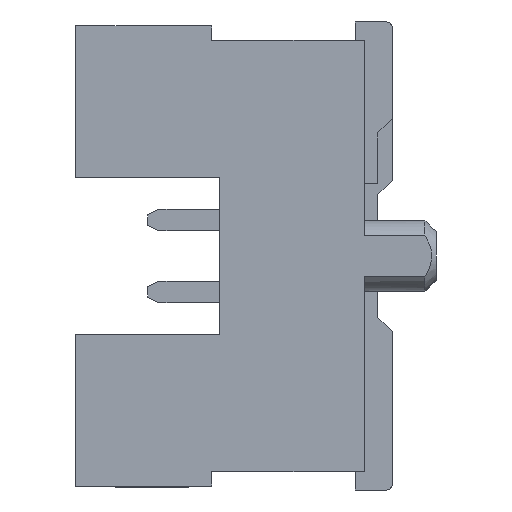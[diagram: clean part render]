
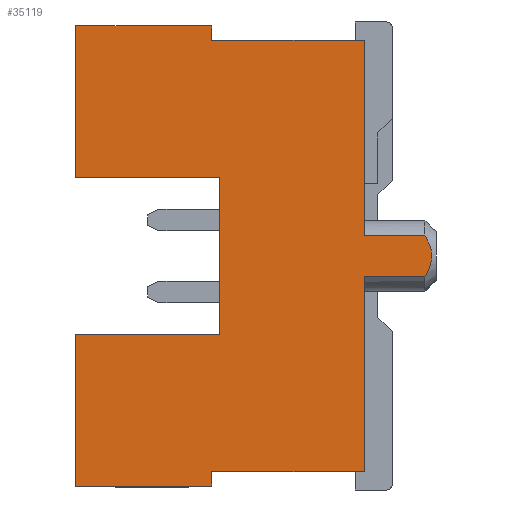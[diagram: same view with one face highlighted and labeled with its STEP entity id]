
A CAD part, left-side view. The second image highlights one B-rep face of the part: STEP entity #35119.
In plain terms, the highlighted planar face has unit normal (-1, 0, 0).
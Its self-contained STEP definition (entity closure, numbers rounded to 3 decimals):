
#2267=DIRECTION('',(0.,1.,0.));
#2268=VECTOR('',#2267,2.54);
#2269=CARTESIAN_POINT('',(-13.97,2.56,-1.395));
#2270=LINE('',#2269,#2268);
#2488=DIRECTION('',(0.,1.,0.));
#2489=VECTOR('',#2488,2.7);
#2490=CARTESIAN_POINT('',(-13.97,0.,3.81));
#2491=LINE('',#2490,#2489);
#2500=DIRECTION('',(0.,0.,1.));
#2501=VECTOR('',#2500,0.255);
#2502=CARTESIAN_POINT('',(-13.97,2.7,3.81));
#2503=LINE('',#2502,#2501);
#2516=DIRECTION('',(0.,-1.,0.));
#2517=VECTOR('',#2516,2.4);
#2518=CARTESIAN_POINT('',(-13.97,5.1,4.065));
#2519=LINE('',#2518,#2517);
#2520=DIRECTION('',(0.,0.,1.));
#2521=VECTOR('',#2520,3.44);
#2522=CARTESIAN_POINT('',(-13.97,0.,-3.81));
#2523=LINE('',#2522,#2521);
#2524=DIRECTION('',(0.,0.,-1.));
#2525=VECTOR('',#2524,2.67);
#2526=CARTESIAN_POINT('',(-13.97,5.1,-1.395));
#2527=LINE('',#2526,#2525);
#2528=DIRECTION('',(0.,-1.,0.));
#2529=VECTOR('',#2528,2.54);
#2530=CARTESIAN_POINT('',(-13.97,5.1,1.395));
#2531=LINE('',#2530,#2529);
#2532=DIRECTION('',(0.,0.,-1.));
#2533=VECTOR('',#2532,2.67);
#2534=CARTESIAN_POINT('',(-13.97,5.1,4.065));
#2535=LINE('',#2534,#2533);
#2536=DIRECTION('',(0.,0.,1.));
#2537=VECTOR('',#2536,3.44);
#2538=CARTESIAN_POINT('',(-13.97,0.,0.37));
#2539=LINE('',#2538,#2537);
#2558=DIRECTION('',(0.,1.,0.));
#2559=VECTOR('',#2558,1.07);
#2560=CARTESIAN_POINT('',(-13.97,-1.07,
0.37));
#2561=LINE('',#2560,#2559);
#2562=DIRECTION('',(0.,-1.,0.));
#2563=VECTOR('',#2562,1.07);
#2564=CARTESIAN_POINT('',(-13.97,0.,-0.37));
#2565=LINE('',#2564,#2563);
#2578=CARTESIAN_POINT('',(-13.97,-1.07,
-0.37));
#2579=CARTESIAN_POINT('',(-13.97,-1.097,
-0.324));
#2580=CARTESIAN_POINT('',(-13.97,-1.142,
-0.236));
#2581=CARTESIAN_POINT('',(-13.97,-1.182,
-0.114));
#2582=CARTESIAN_POINT('',(-13.97,-1.194,
0.));
#2583=CARTESIAN_POINT('',(-13.97,-1.182,
0.114));
#2584=CARTESIAN_POINT('',(-13.97,-1.142,
0.236));
#2585=CARTESIAN_POINT('',(-13.97,-1.097,
0.324));
#2586=CARTESIAN_POINT('',(-13.97,-1.07,
0.37));
#2621=DIRECTION('',(0.,-1.,0.));
#2622=VECTOR('',#2621,2.7);
#2623=CARTESIAN_POINT('',(-13.97,2.7,-3.81));
#2624=LINE('',#2623,#2622);
#2649=DIRECTION('',(0.,0.,1.));
#2650=VECTOR('',#2649,0.255);
#2651=CARTESIAN_POINT('',(-13.97,2.7,-4.065));
#2652=LINE('',#2651,#2650);
#2661=DIRECTION('',(0.,1.,0.));
#2662=VECTOR('',#2661,2.4);
#2663=CARTESIAN_POINT('',(-13.97,2.7,-4.065));
#2664=LINE('',#2663,#2662);
#4105=DIRECTION('',(0.,0.,-1.));
#4106=VECTOR('',#4105,2.79);
#4107=CARTESIAN_POINT('',(-13.97,2.56,1.395));
#4108=LINE('',#4107,#4106);
#29019=CARTESIAN_POINT('',(-13.97,0.,3.81));
#29020=VERTEX_POINT('',#29019);
#29021=CARTESIAN_POINT('',(-13.97,0.,0.37));
#29022=VERTEX_POINT('',#29021);
#29023=CARTESIAN_POINT('',(-13.97,0.,-0.37));
#29024=VERTEX_POINT('',#29023);
#29025=CARTESIAN_POINT('',(-13.97,0.,-3.81));
#29026=VERTEX_POINT('',#29025);
#29709=CARTESIAN_POINT('',(-13.97,5.1,4.065));
#29710=VERTEX_POINT('',#29709);
#29711=CARTESIAN_POINT('',(-13.97,5.1,1.395));
#29712=VERTEX_POINT('',#29711);
#29715=CARTESIAN_POINT('',(-13.97,5.1,-1.395));
#29716=VERTEX_POINT('',#29715);
#29717=CARTESIAN_POINT('',(-13.97,5.1,-4.065));
#29718=VERTEX_POINT('',#29717);
#29731=CARTESIAN_POINT('',(-13.97,2.56,1.395));
#29732=VERTEX_POINT('',#29731);
#29733=CARTESIAN_POINT('',(-13.97,-1.07,
0.37));
#29734=VERTEX_POINT('',#29733);
#29735=VERTEX_POINT('',#2578);
#29736=CARTESIAN_POINT('',(-13.97,2.7,-3.81));
#29737=VERTEX_POINT('',#29736);
#29738=CARTESIAN_POINT('',(-13.97,2.7,-4.065));
#29739=VERTEX_POINT('',#29738);
#29740=CARTESIAN_POINT('',(-13.97,2.56,-1.395));
#29741=VERTEX_POINT('',#29740);
#29742=CARTESIAN_POINT('',(-13.97,2.7,4.065));
#29743=VERTEX_POINT('',#29742);
#29744=CARTESIAN_POINT('',(-13.97,2.7,3.81));
#29745=VERTEX_POINT('',#29744);
#35089=CARTESIAN_POINT('',(-13.97,1.954,0.));
#35090=DIRECTION('',(1.,0.,0.));
#35091=DIRECTION('',(0.,0.,1.));
#35092=AXIS2_PLACEMENT_3D('',#35089,#35090,#35091);
#35093=PLANE('',#35092);
#35095=ORIENTED_EDGE('',*,*,#35094,.F.);
#35097=ORIENTED_EDGE('',*,*,#35096,.F.);
#35099=ORIENTED_EDGE('',*,*,#35098,.F.);
#35100=ORIENTED_EDGE('',*,*,#32505,.F.);
#35102=ORIENTED_EDGE('',*,*,#35101,.F.);
#35104=ORIENTED_EDGE('',*,*,#35103,.F.);
#35106=ORIENTED_EDGE('',*,*,#35105,.T.);
#35107=ORIENTED_EDGE('',*,*,#34743,.F.);
#35108=ORIENTED_EDGE('',*,*,#34781,.F.);
#35110=ORIENTED_EDGE('',*,*,#35109,.F.);
#35111=ORIENTED_EDGE('',*,*,#34830,.F.);
#35112=ORIENTED_EDGE('',*,*,#34854,.F.);
#35113=ORIENTED_EDGE('',*,*,#35084,.T.);
#35114=ORIENTED_EDGE('',*,*,#35071,.F.);
#35115=ORIENTED_EDGE('',*,*,#35057,.F.);
#35116=ORIENTED_EDGE('',*,*,#32509,.F.);
#35117=EDGE_LOOP('',(#35095,#35097,#35099,#35100,#35102,#35104,#35106,#35107,
#35108,#35110,#35111,#35112,#35113,#35114,#35115,#35116));
#35118=FACE_OUTER_BOUND('',#35117,.F.);
#35119=ADVANCED_FACE('',(#35118),#35093,.F.);
#2587=B_SPLINE_CURVE_WITH_KNOTS('',3,(#2578,#2579,#2580,#2581,#2582,#2583,#2584,
#2585,#2586),.UNSPECIFIED.,.F.,.F.,(4,1,1,1,1,1,4),(0.,0.167,
0.333,0.5,0.667,0.833,1.),
.UNSPECIFIED.);
#32505=EDGE_CURVE('',#29026,#29024,#2523,.T.);
#32509=EDGE_CURVE('',#29022,#29020,#2539,.T.);
#34743=EDGE_CURVE('',#29716,#29718,#2527,.T.);
#34781=EDGE_CURVE('',#29741,#29716,#2270,.T.);
#34830=EDGE_CURVE('',#29712,#29732,#2531,.T.);
#34854=EDGE_CURVE('',#29710,#29712,#2535,.T.);
#35057=EDGE_CURVE('',#29020,#29745,#2491,.T.);
#35071=EDGE_CURVE('',#29745,#29743,#2503,.T.);
#35084=EDGE_CURVE('',#29710,#29743,#2519,.T.);
#35094=EDGE_CURVE('',#29734,#29022,#2561,.T.);
#35096=EDGE_CURVE('',#29735,#29734,#2587,.T.);
#35098=EDGE_CURVE('',#29024,#29735,#2565,.T.);
#35101=EDGE_CURVE('',#29737,#29026,#2624,.T.);
#35103=EDGE_CURVE('',#29739,#29737,#2652,.T.);
#35105=EDGE_CURVE('',#29739,#29718,#2664,.T.);
#35109=EDGE_CURVE('',#29732,#29741,#4108,.T.);
